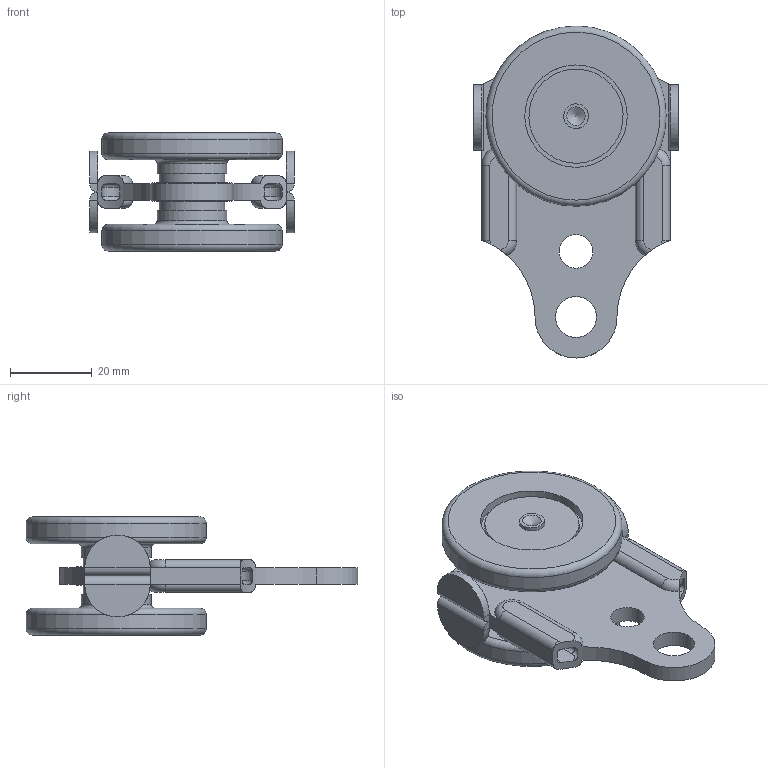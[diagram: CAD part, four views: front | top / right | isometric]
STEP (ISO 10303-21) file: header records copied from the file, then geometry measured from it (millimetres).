
FILE_DESCRIPTION(/* description */ (''),/* implementation_level */ '2;1');
FILE_NAME(/* name */ 'Pièce2.stp',/* time_stamp */ '2018-04-03T14:47:01+02:00',/* author */ ('Giuliano'),/* organization */ (''),/* preprocessor_version */ 'ST-DEVELOPER v16.5',/* originating_system */ 'Autodesk Inventor 2017',/* authorisation */ '');
FILE_SCHEMA (('AUTOMOTIVE_DESIGN { 1 0 10303 214 3 1 1 }'));
Length unit declared in the file: millimetre
Products named in the file (1): Pièce2
Bounding box: 50 x 81 x 28.8 mm (x, y, z)
Volume: 32068.9 mm3; surface area: 18035.4 mm2
Topology: 1 solids, 3 shells, 611 faces, 1981 edges, 1306 vertices
Faces by surface type: plane 523, cylinder 56, torus 26, cone 6
Full cylindrical faces by diameter (mm): 6 x1, 7.92 x2, 8 x2, 8.05 x1, 8.2 x3, 10 x1, 16 x2, 17 x2, 23 x2, 25 x2, 44 x2
Entity records: 22897 total; most frequent: CARTESIAN_POINT 4080, ORIENTED_EDGE 3870, DIRECTION 3824, EDGE_CURVE 1935, AXIS2_PLACEMENT_3D 1301, VERTEX_POINT 1293, LINE 1222, VECTOR 1222
